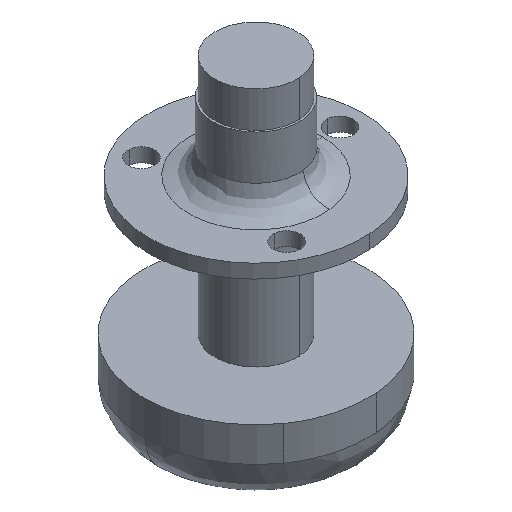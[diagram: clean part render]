
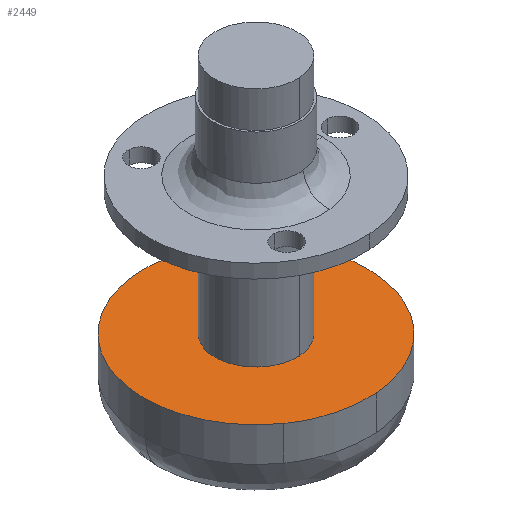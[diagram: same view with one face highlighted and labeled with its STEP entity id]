
A CAD part, isometric view. The second image highlights one B-rep face of the part: STEP entity #2449.
In plain terms, the highlighted free-form (B-spline) face has degree [1, 1] with [2, 2] control points.
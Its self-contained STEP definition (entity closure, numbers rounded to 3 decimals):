
#1889=CARTESIAN_POINT('',(-7.421,-10.674,-28.0));
#1890=VERTEX_POINT('',#1889);
#1896=CARTESIAN_POINT('',(-13.0,0.0,-28.0));
#1897=VERTEX_POINT('',#1896);
#1898=CARTESIAN_POINT('',(-7.421,-10.674,-28.));
#1899=CARTESIAN_POINT('',(-13.,-6.795,-28.));
#1900=CARTESIAN_POINT('',(-13.0,0.0,-28.0));
#1908=(BOUNDED_CURVE()B_SPLINE_CURVE(2,(#1898,#1899,#1900),.UNSPECIFIED.,.F.,.U.)B_SPLINE_CURVE_WITH_KNOTS((3,3),(0.848,1.0),.UNSPECIFIED.)CURVE()GEOMETRIC_REPRESENTATION_ITEM()RATIONAL_B_SPLINE_CURVE((0.86,0.822,1.0))REPRESENTATION_ITEM(''));
#1909=EDGE_CURVE('',#1890,#1897,#1908,.T.);
#1911=CARTESIAN_POINT('',(13.0,0.0,-28.0));
#1912=VERTEX_POINT('',#1911);
#1913=CARTESIAN_POINT('',(-13.0,0.0,-28.0));
#1914=CARTESIAN_POINT('',(-13.0,13.0,-28.));
#1915=CARTESIAN_POINT('',(0.0,13.0,-28.0));
#1916=CARTESIAN_POINT('',(13.0,13.0,-28.));
#1917=CARTESIAN_POINT('',(13.0,0.0,-28.0));
#1925=(BOUNDED_CURVE()B_SPLINE_CURVE(2,(#1913,#1914,#1915,#1916,#1917),.UNSPECIFIED.,.F.,.U.)B_SPLINE_CURVE_WITH_KNOTS((3,2,3),(0.0,0.25,0.5),.UNSPECIFIED.)CURVE()GEOMETRIC_REPRESENTATION_ITEM()RATIONAL_B_SPLINE_CURVE((1.0,0.707,1.0,0.707,1.0))REPRESENTATION_ITEM(''));
#1926=EDGE_CURVE('',#1897,#1912,#1925,.T.);
#1928=CARTESIAN_POINT('',(1.02,-12.96,-28.0));
#1929=VERTEX_POINT('',#1928);
#1930=CARTESIAN_POINT('',(13.0,0.0,-28.0));
#1931=CARTESIAN_POINT('',(13.0,-12.017,-28.));
#1932=CARTESIAN_POINT('',(1.02,-12.96,-28.));
#1940=(BOUNDED_CURVE()B_SPLINE_CURVE(2,(#1930,#1931,#1932),.UNSPECIFIED.,.F.,.U.)B_SPLINE_CURVE_WITH_KNOTS((3,3),(0.5,0.736),.UNSPECIFIED.)CURVE()GEOMETRIC_REPRESENTATION_ITEM()RATIONAL_B_SPLINE_CURVE((1.0,0.723,0.97))REPRESENTATION_ITEM(''));
#1941=EDGE_CURVE('',#1912,#1929,#1940,.T.);
#2043=CARTESIAN_POINT('',(1.02,-12.96,-28.));
#2044=CARTESIAN_POINT('',(0.511,-13.,-28.));
#2045=CARTESIAN_POINT('',(0.0,-13.0,-28.0));
#2046=CARTESIAN_POINT('',(-4.075,-13.,-28.));
#2047=CARTESIAN_POINT('',(-7.421,-10.674,-28.));
#2055=(BOUNDED_CURVE()B_SPLINE_CURVE(2,(#2043,#2044,#2045,#2046,#2047),.UNSPECIFIED.,.F.,.U.)B_SPLINE_CURVE_WITH_KNOTS((3,2,3),(0.736,0.75,0.848),.UNSPECIFIED.)CURVE()GEOMETRIC_REPRESENTATION_ITEM()RATIONAL_B_SPLINE_CURVE((0.97,0.984,1.0,0.885,0.86))REPRESENTATION_ITEM(''));
#2056=EDGE_CURVE('',#1929,#1890,#2055,.T.);
#2118=CARTESIAN_POINT('',(0.291,-4.754,-28.0));
#2119=VERTEX_POINT('',#2118);
#2125=CARTESIAN_POINT('',(4.763,0.0,-28.0));
#2126=VERTEX_POINT('',#2125);
#2127=CARTESIAN_POINT('',(4.763,0.0,-28.0));
#2128=CARTESIAN_POINT('',(4.763,-4.48,-28.));
#2129=CARTESIAN_POINT('',(0.291,-4.754,-28.0));
#2137=(BOUNDED_CURVE()B_SPLINE_CURVE(2,(#2127,#2128,#2129),.UNSPECIFIED.,.F.,.U.)B_SPLINE_CURVE_WITH_KNOTS((3,3),(0.5,0.739),.UNSPECIFIED.)CURVE()GEOMETRIC_REPRESENTATION_ITEM()RATIONAL_B_SPLINE_CURVE((1.0,0.72,0.976))REPRESENTATION_ITEM(''));
#2138=EDGE_CURVE('',#2126,#2119,#2137,.T.);
#2140=CARTESIAN_POINT('',(-0.562,4.729,-28.0));
#2141=VERTEX_POINT('',#2140);
#2142=CARTESIAN_POINT('',(-0.562,4.729,-28.));
#2143=CARTESIAN_POINT('',(-0.282,4.763,-28.));
#2144=CARTESIAN_POINT('',(0.0,4.763,-28.0));
#2145=CARTESIAN_POINT('',(4.763,4.763,-28.));
#2146=CARTESIAN_POINT('',(4.763,0.0,-28.0));
#2154=(BOUNDED_CURVE()B_SPLINE_CURVE(2,(#2142,#2143,#2144,#2145,#2146),.UNSPECIFIED.,.F.,.U.)B_SPLINE_CURVE_WITH_KNOTS((3,2,3),(0.23,0.25,0.5),.UNSPECIFIED.)CURVE()GEOMETRIC_REPRESENTATION_ITEM()RATIONAL_B_SPLINE_CURVE((0.956,0.976,1.0,0.707,1.0))REPRESENTATION_ITEM(''));
#2155=EDGE_CURVE('',#2141,#2126,#2154,.T.);
#2203=CARTESIAN_POINT('',(-4.763,0.0,-28.0));
#2204=VERTEX_POINT('',#2203);
#2205=CARTESIAN_POINT('',(-4.763,0.0,-28.0));
#2206=CARTESIAN_POINT('',(-4.762,4.23,-28.));
#2207=CARTESIAN_POINT('',(-0.562,4.729,-28.));
#2215=(BOUNDED_CURVE()B_SPLINE_CURVE(2,(#2205,#2206,#2207),.UNSPECIFIED.,.F.,.U.)B_SPLINE_CURVE_WITH_KNOTS((3,3),(0.0,0.23),.UNSPECIFIED.)CURVE()GEOMETRIC_REPRESENTATION_ITEM()RATIONAL_B_SPLINE_CURVE((1.0,0.731,0.956))REPRESENTATION_ITEM(''));
#2216=EDGE_CURVE('',#2204,#2141,#2215,.T.);
#2218=CARTESIAN_POINT('',(0.291,-4.754,-28.0));
#2219=CARTESIAN_POINT('',(0.146,-4.763,-28.));
#2220=CARTESIAN_POINT('',(0.0,-4.763,-28.0));
#2221=CARTESIAN_POINT('',(-4.763,-4.763,-28.));
#2222=CARTESIAN_POINT('',(-4.763,0.0,-28.0));
#2230=(BOUNDED_CURVE()B_SPLINE_CURVE(2,(#2218,#2219,#2220,#2221,#2222),.UNSPECIFIED.,.F.,.U.)B_SPLINE_CURVE_WITH_KNOTS((3,2,3),(0.739,0.75,1.0),.UNSPECIFIED.)CURVE()GEOMETRIC_REPRESENTATION_ITEM()RATIONAL_B_SPLINE_CURVE((0.976,0.988,1.0,0.707,1.0))REPRESENTATION_ITEM(''));
#2231=EDGE_CURVE('',#2119,#2204,#2230,.T.);
#2432=CARTESIAN_POINT('',(-14.299,-14.298,-28.0));
#2433=CARTESIAN_POINT('',(14.299,-14.298,-28.0));
#2434=CARTESIAN_POINT('',(-14.299,14.299,-28.0));
#2435=CARTESIAN_POINT('',(14.299,14.299,-28.0));
#2436=B_SPLINE_SURFACE_WITH_KNOTS('',1,1,((#2432,#2434),(#2433,#2435)),.UNSPECIFIED.,.F.,.F.,.U.,(2,2),(2,2),(0.0,28.597),(0.0,28.597),.UNSPECIFIED.);
#2437=ORIENTED_EDGE('',*,*,#1909,.F.);
#2438=ORIENTED_EDGE('',*,*,#2056,.F.);
#2439=ORIENTED_EDGE('',*,*,#1941,.F.);
#2440=ORIENTED_EDGE('',*,*,#1926,.F.);
#2441=EDGE_LOOP('',(#2437,#2438,#2439,#2440));
#2442=FACE_OUTER_BOUND('',#2441,.T.);
#2443=ORIENTED_EDGE('',*,*,#2138,.T.);
#2444=ORIENTED_EDGE('',*,*,#2231,.T.);
#2445=ORIENTED_EDGE('',*,*,#2216,.T.);
#2446=ORIENTED_EDGE('',*,*,#2155,.T.);
#2447=EDGE_LOOP('',(#2443,#2444,#2445,#2446));
#2448=FACE_BOUND('',#2447,.T.);
#2449=ADVANCED_FACE('',(#2442,#2448),#2436,.T.);
